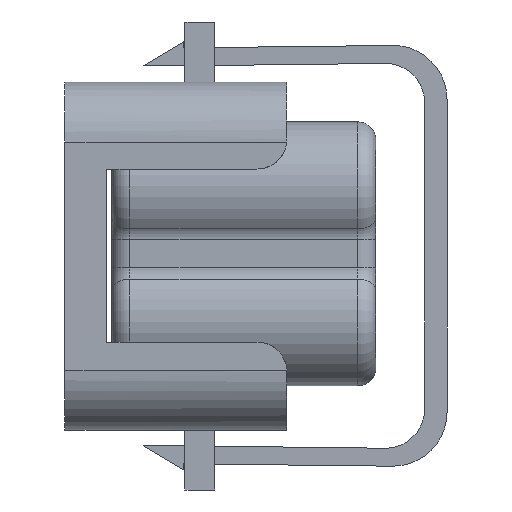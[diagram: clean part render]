
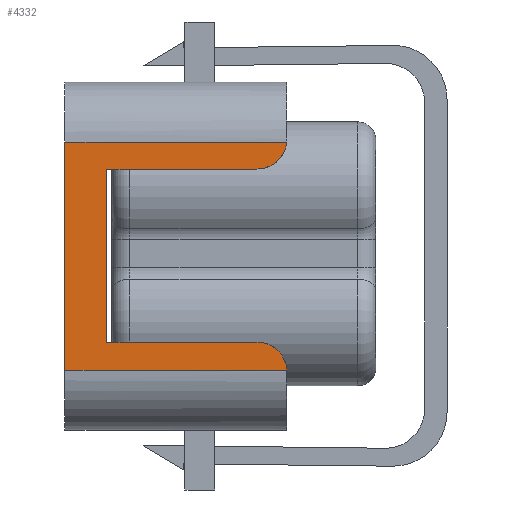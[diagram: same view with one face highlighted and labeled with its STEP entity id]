
A CAD part, left-side view. The second image highlights one B-rep face of the part: STEP entity #4332.
In plain terms, the highlighted planar face has unit normal (-1, 0, 0).
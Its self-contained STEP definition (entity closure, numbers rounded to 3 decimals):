
#111=PLANE('',#4860);
#303=LINE('',#7388,#615);
#349=LINE('',#7537,#661);
#353=LINE('',#7547,#665);
#354=LINE('',#7549,#666);
#355=LINE('',#7553,#667);
#356=LINE('',#7554,#668);
#615=VECTOR('',#5872,10.);
#661=VECTOR('',#5980,10.);
#665=VECTOR('',#5994,10.);
#666=VECTOR('',#5995,10.);
#667=VECTOR('',#5998,10.);
#668=VECTOR('',#5999,10.);
#1059=FACE_OUTER_BOUND('',#1325,.T.);
#1325=EDGE_LOOP('',(#3538,#3539,#3540,#3541,#3542,#3543,#3544,#3545));
#1686=CIRCLE('',#4859,5.);
#1687=CIRCLE('',#4861,5.);
#1960=VERTEX_POINT('',#7385);
#1961=VERTEX_POINT('',#7387);
#2024=VERTEX_POINT('',#7531);
#2025=VERTEX_POINT('',#7536);
#2026=VERTEX_POINT('',#7543);
#2027=VERTEX_POINT('',#7548);
#2028=VERTEX_POINT('',#7550);
#2029=VERTEX_POINT('',#7552);
#2484=EDGE_CURVE('',#1961,#1960,#303,.T.);
#2557=EDGE_CURVE('',#2024,#2025,#349,.T.);
#2562=EDGE_CURVE('',#2026,#2024,#1686,.T.);
#2563=EDGE_CURVE('',#2026,#1961,#353,.T.);
#2564=EDGE_CURVE('',#1960,#2027,#354,.T.);
#2565=EDGE_CURVE('',#2028,#2027,#1687,.T.);
#2566=EDGE_CURVE('',#2029,#2028,#355,.T.);
#2567=EDGE_CURVE('',#2025,#2029,#356,.T.);
#3538=ORIENTED_EDGE('',*,*,#2562,.F.);
#3539=ORIENTED_EDGE('',*,*,#2563,.T.);
#3540=ORIENTED_EDGE('',*,*,#2484,.T.);
#3541=ORIENTED_EDGE('',*,*,#2564,.T.);
#3542=ORIENTED_EDGE('',*,*,#2565,.F.);
#3543=ORIENTED_EDGE('',*,*,#2566,.F.);
#3544=ORIENTED_EDGE('',*,*,#2567,.F.);
#3545=ORIENTED_EDGE('',*,*,#2557,.F.);
#4332=ADVANCED_FACE('',(#1059),#111,.T.);
#4859=AXIS2_PLACEMENT_3D('',#7545,#5990,#5991);
#4860=AXIS2_PLACEMENT_3D('',#7546,#5992,#5993);
#4861=AXIS2_PLACEMENT_3D('',#7551,#5996,#5997);
#5872=DIRECTION('',(0.,0.,1.));
#5980=DIRECTION('',(0.,1.,0.));
#5990=DIRECTION('center_axis',(1.,0.,0.));
#5991=DIRECTION('ref_axis',(0.,-0.707,0.707));
#5992=DIRECTION('center_axis',(-1.,0.,0.));
#5993=DIRECTION('ref_axis',(0.,0.,1.));
#5994=DIRECTION('',(0.,1.,0.));
#5995=DIRECTION('',(0.,-1.,0.));
#5996=DIRECTION('center_axis',(1.,0.,0.));
#5997=DIRECTION('ref_axis',(0.,0.,-1.));
#5998=DIRECTION('',(0.,-1.,0.));
#5999=DIRECTION('',(0.,0.,1.));
#7385=CARTESIAN_POINT('',(-122.5,30.,9.495));
#7387=CARTESIAN_POINT('',(-122.5,30.,-19.345));
#7388=CARTESIAN_POINT('',(-122.5,30.,-19.461));
#7531=CARTESIAN_POINT('',(-122.5,0.012,-24.));
#7536=CARTESIAN_POINT('',(-122.5,37.,-24.));
#7537=CARTESIAN_POINT('',(-122.5,0.,-24.));
#7543=CARTESIAN_POINT('',(-122.5,5.,-19.345));
#7545=CARTESIAN_POINT('Origin',(-122.5,5.,-24.345));
#7546=CARTESIAN_POINT('Origin',(-122.5,0.,-34.));
#7547=CARTESIAN_POINT('',(-122.5,0.,-19.345));
#7548=CARTESIAN_POINT('',(-122.5,5.,9.495));
#7549=CARTESIAN_POINT('',(-122.5,0.,9.495));
#7550=CARTESIAN_POINT('',(-122.5,0.025,14.));
#7551=CARTESIAN_POINT('Origin',(-122.5,5.,14.495));
#7552=CARTESIAN_POINT('',(-122.5,37.,14.));
#7553=CARTESIAN_POINT('',(-122.5,0.,14.));
#7554=CARTESIAN_POINT('',(-122.5,37.,-34.));
